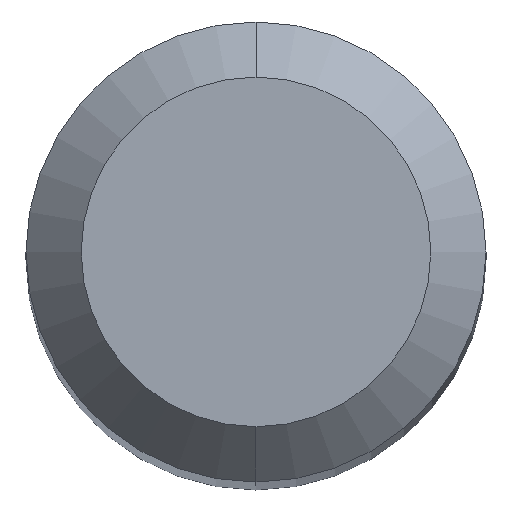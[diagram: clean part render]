
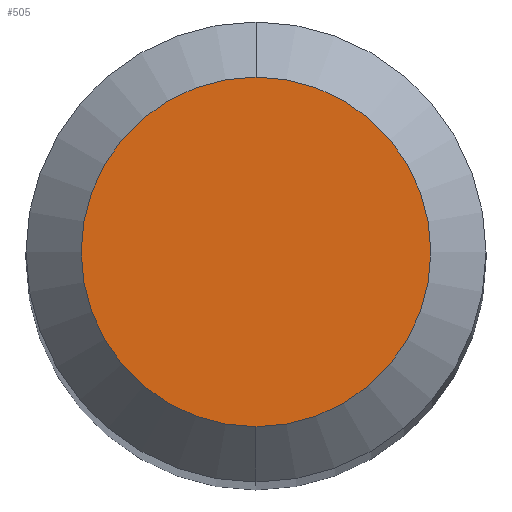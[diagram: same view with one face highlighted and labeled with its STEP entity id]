
A CAD part, top view. The second image highlights one B-rep face of the part: STEP entity #505.
In plain terms, the highlighted planar face has unit normal (0, 0, 1).
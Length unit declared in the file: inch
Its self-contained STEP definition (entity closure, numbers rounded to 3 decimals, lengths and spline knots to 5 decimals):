
#41 = PLANE ( 'NONE',  #193 ) ;
#49 = DIRECTION ( 'NONE',  ( 0., 0., 1. ) ) ;
#59 = EDGE_CURVE ( 'NONE', #223, #342, #96, .T. ) ;
#73 = DIRECTION ( 'NONE',  ( 0., -1., 0. ) ) ;
#79 = ORIENTED_EDGE ( 'NONE', *, *, #59, .T. ) ;
#90 = DIRECTION ( 'NONE',  ( 0., 0., -1. ) ) ;
#96 = CIRCLE ( 'NONE', #293, 0.0475 ) ;
#100 = CARTESIAN_POINT ( 'NONE',  ( 0., 0., 0. ) ) ;
#103 = AXIS2_PLACEMENT_3D ( 'NONE', #420, #143, #73 ) ;
#112 = EDGE_CURVE ( 'NONE', #342, #223, #238, .T. ) ;
#143 = DIRECTION ( 'NONE',  ( 0., 0., 1. ) ) ;
#187 = ORIENTED_EDGE ( 'NONE', *, *, #112, .T. ) ;
#193 = AXIS2_PLACEMENT_3D ( 'NONE', #321, #90, #282 ) ;
#204 = DIRECTION ( 'NONE',  ( 0., -1., 0. ) ) ;
#223 = VERTEX_POINT ( 'NONE', #492 ) ;
#238 = CIRCLE ( 'NONE', #103, 0.0475 ) ;
#282 = DIRECTION ( 'NONE',  ( 0., 1., 0. ) ) ;
#293 = AXIS2_PLACEMENT_3D ( 'NONE', #100, #49, #204 ) ;
#321 = CARTESIAN_POINT ( 'NONE',  ( 0., 0.0475, 0. ) ) ;
#336 = EDGE_LOOP ( 'NONE', ( #79, #187 ) ) ;
#342 = VERTEX_POINT ( 'NONE', #386 ) ;
#386 = CARTESIAN_POINT ( 'NONE',  ( 0., -0.0475, 0. ) ) ;
#398 = FACE_OUTER_BOUND ( 'NONE', #336, .T. ) ;
#420 = CARTESIAN_POINT ( 'NONE',  ( 0., 0., 0. ) ) ;
#492 = CARTESIAN_POINT ( 'NONE',  ( 0., 0.0475, 0. ) ) ;
#505 = ADVANCED_FACE ( 'NONE', ( #398 ), #41, .F. ) ;
